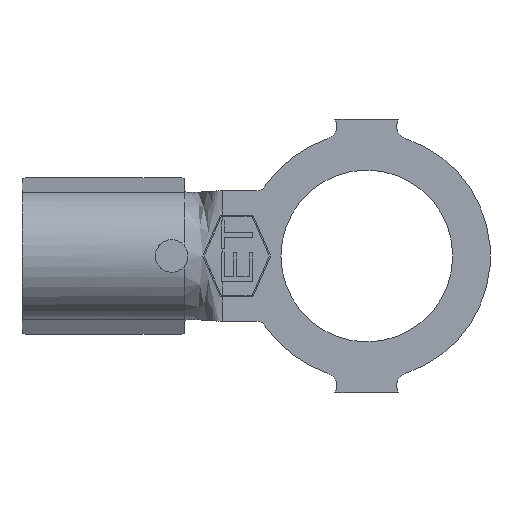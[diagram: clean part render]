
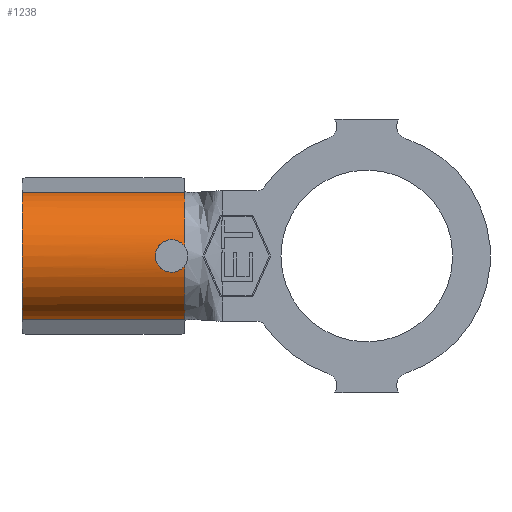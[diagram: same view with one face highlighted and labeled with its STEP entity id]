
A CAD part, front view. The second image highlights one B-rep face of the part: STEP entity #1238.
In plain terms, the highlighted cylindrical face has radius 1.27 mm (diameter 2.54 mm), a partial arc.
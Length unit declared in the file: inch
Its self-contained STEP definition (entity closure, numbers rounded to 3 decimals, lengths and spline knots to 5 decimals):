
#34 = DIRECTION ( 'NONE',  ( 1., 0., 0. ) ) ;
#37 = CARTESIAN_POINT ( 'NONE',  ( -0.15, 0.00159, -0.0125 ) ) ;
#52 = VECTOR ( 'NONE', #34, 39.37008 ) ;
#58 = CARTESIAN_POINT ( 'NONE',  ( -0.265, 0.03898, 0.04877 ) ) ;
#75 = VERTEX_POINT ( 'NONE', #2273 ) ;
#284 = CARTESIAN_POINT ( 'NONE',  ( -0.15329, 0.00159, -0.0125 ) ) ;
#326 = CARTESIAN_POINT ( 'NONE',  ( -0.15653, 0.0012, -0.01115 ) ) ;
#347 = EDGE_CURVE ( 'NONE', #2385, #3664, #3692, .T. ) ;
#372 = AXIS2_PLACEMENT_3D ( 'NONE', #857, #853, #848 ) ;
#383 = CARTESIAN_POINT ( 'NONE',  ( -0.14, 0.00057, -0.0075 ) ) ;
#430 = CARTESIAN_POINT ( 'NONE',  ( -0.16115, 0.00037, -0.00653 ) ) ;
#496 = ORIENTED_EDGE ( 'NONE', *, *, #2538, .F. ) ;
#507 = CARTESIAN_POINT ( 'NONE',  ( -0.1625, 0., -0.00327 ) ) ;
#509 = ORIENTED_EDGE ( 'NONE', *, *, #3894, .F. ) ;
#594 = VERTEX_POINT ( 'NONE', #1192 ) ;
#693 = DIRECTION ( 'NONE',  ( 0., 0., -1. ) ) ;
#704 = CARTESIAN_POINT ( 'NONE',  ( -0.1625, 0., 0.00327 ) ) ;
#708 = DIRECTION ( 'NONE',  ( 1., 0., 0. ) ) ;
#768 = CARTESIAN_POINT ( 'NONE',  ( -0.16115, 0.00037, 0.00652 ) ) ;
#794 = CARTESIAN_POINT ( 'NONE',  ( -0.15653, 0.0012, 0.01115 ) ) ;
#846 = CARTESIAN_POINT ( 'NONE',  ( -0.15, 0.00159, 0.0125 ) ) ;
#848 = DIRECTION ( 'NONE',  ( 0., 0., -1. ) ) ;
#853 = DIRECTION ( 'NONE',  ( 1., 0., 0. ) ) ;
#854 = CARTESIAN_POINT ( 'NONE',  ( -0.14612, 0.00159, 0.0125 ) ) ;
#857 = CARTESIAN_POINT ( 'NONE',  ( -0.14, 0.05, 0. ) ) ;
#924 = CARTESIAN_POINT ( 'NONE',  ( -0.14, 0.00057, 0.0075 ) ) ;
#954 = CARTESIAN_POINT ( 'NONE',  ( -0.265, 0.03898, -0.04877 ) ) ;
#966 = CARTESIAN_POINT ( 'NONE',  ( -0.14234, 0.00104, 0.01061 ) ) ;
#967 = DIRECTION ( 'NONE',  ( 1., 0., 0. ) ) ;
#990 = CARTESIAN_POINT ( 'NONE',  ( -0.14, 0.05, 0. ) ) ;
#1027 = VERTEX_POINT ( 'NONE', #3424 ) ;
#1048 = DIRECTION ( 'NONE',  ( 1., 0., 0. ) ) ;
#1070 = CARTESIAN_POINT ( 'NONE',  ( -0.265, 0.05, 0. ) ) ;
#1077 = AXIS2_PLACEMENT_3D ( 'NONE', #990, #708, #693 ) ;
#1084 = DIRECTION ( 'NONE',  ( 0., 0., -1. ) ) ;
#1125 = DIRECTION ( 'NONE',  ( 0., 0., -1. ) ) ;
#1127 = DIRECTION ( 'NONE',  ( 1., 0., 0. ) ) ;
#1147 = CARTESIAN_POINT ( 'NONE',  ( -0.265, 0.05, 0. ) ) ;
#1192 = CARTESIAN_POINT ( 'NONE',  ( -0.15, 0.00159, 0.0125 ) ) ;
#1217 = CARTESIAN_POINT ( 'NONE',  ( -0.15328, 0.00159, 0.0125 ) ) ;
#1238 = ADVANCED_FACE ( 'NONE', ( #3389 ), #1663, .T. ) ;
#1299 = CARTESIAN_POINT ( 'NONE',  ( -0.15, 0.00159, 0.0125 ) ) ;
#1433 = ORIENTED_EDGE ( 'NONE', *, *, #2253, .F. ) ;
#1624 = VECTOR ( 'NONE', #967, 39.37008 ) ;
#1639 = ORIENTED_EDGE ( 'NONE', *, *, #2811, .T. ) ;
#1663 = CYLINDRICAL_SURFACE ( 'NONE', #3281, 0.05 ) ;
#1713 = LINE ( 'NONE', #954, #1624 ) ;
#1741 = ORIENTED_EDGE ( 'NONE', *, *, #2881, .T. ) ;
#1870 = VERTEX_POINT ( 'NONE', #2142 ) ;
#2034 = ORIENTED_EDGE ( 'NONE', *, *, #347, .F. ) ;
#2130 = ORIENTED_EDGE ( 'NONE', *, *, #3006, .F. ) ;
#2142 = CARTESIAN_POINT ( 'NONE',  ( -0.265, 0.03898, 0.04877 ) ) ;
#2253 = EDGE_CURVE ( 'NONE', #1027, #594, #3149, .T. ) ;
#2266 = CIRCLE ( 'NONE', #372, 0.05 ) ;
#2273 = CARTESIAN_POINT ( 'NONE',  ( -0.14, 0.03898, 0.04877 ) ) ;
#2385 = VERTEX_POINT ( 'NONE', #383 ) ;
#2412 = EDGE_CURVE ( 'NONE', #1870, #75, #2610, .T. ) ;
#2465 = B_SPLINE_CURVE_WITH_KNOTS ( 'NONE', 3,
 ( #1299, #1217, #794, #768, #704, #507, #430, #326, #284, #37 ),
 .UNSPECIFIED., .F., .F.,
 ( 4, 2, 2, 2, 4 ),
 ( 0.00029, 0.00054, 0.00079, 0.00104, 0.00129 ),
 .UNSPECIFIED. ) ;
#2538 = EDGE_CURVE ( 'NONE', #594, #3374, #2465, .T. ) ;
#2610 = LINE ( 'NONE', #58, #52 ) ;
#2743 = CARTESIAN_POINT ( 'NONE',  ( -0.265, 0.03898, -0.04877 ) ) ;
#2811 = EDGE_CURVE ( 'NONE', #1870, #4243, #4229, .T. ) ;
#2853 = B_SPLINE_CURVE_WITH_KNOTS ( 'NONE', 3,
 ( #3959, #3830, #3820, #3768 ),
 .UNSPECIFIED., .F., .F.,
 ( 4, 4 ),
 ( 0.00129, 0.00159 ),
 .UNSPECIFIED. ) ;
#2881 = EDGE_CURVE ( 'NONE', #4243, #3664, #1713, .T. ) ;
#3006 = EDGE_CURVE ( 'NONE', #3374, #2385, #2853, .T. ) ;
#3149 = B_SPLINE_CURVE_WITH_KNOTS ( 'NONE', 3,
 ( #924, #966, #854, #846 ),
 .UNSPECIFIED., .F., .F.,
 ( 4, 4 ),
 ( 0., 0.00029 ),
 .UNSPECIFIED. ) ;
#3154 = CARTESIAN_POINT ( 'NONE',  ( -0.14, 0.03898, -0.04877 ) ) ;
#3281 = AXIS2_PLACEMENT_3D ( 'NONE', #1070, #1048, #1084 ) ;
#3317 = ORIENTED_EDGE ( 'NONE', *, *, #2412, .F. ) ;
#3374 = VERTEX_POINT ( 'NONE', #4067 ) ;
#3389 = FACE_OUTER_BOUND ( 'NONE', #3865, .T. ) ;
#3424 = CARTESIAN_POINT ( 'NONE',  ( -0.14, 0.00057, 0.0075 ) ) ;
#3664 = VERTEX_POINT ( 'NONE', #3154 ) ;
#3692 = CIRCLE ( 'NONE', #1077, 0.05 ) ;
#3768 = CARTESIAN_POINT ( 'NONE',  ( -0.14, 0.00057, -0.0075 ) ) ;
#3820 = CARTESIAN_POINT ( 'NONE',  ( -0.14233, 0.00104, -0.01061 ) ) ;
#3830 = CARTESIAN_POINT ( 'NONE',  ( -0.14611, 0.00159, -0.0125 ) ) ;
#3865 = EDGE_LOOP ( 'NONE', ( #1433, #509, #3317, #1639, #1741, #2034, #2130, #496 ) ) ;
#3894 = EDGE_CURVE ( 'NONE', #75, #1027, #2266, .T. ) ;
#3959 = CARTESIAN_POINT ( 'NONE',  ( -0.15, 0.00159, -0.0125 ) ) ;
#4067 = CARTESIAN_POINT ( 'NONE',  ( -0.15, 0.00159, -0.0125 ) ) ;
#4136 = AXIS2_PLACEMENT_3D ( 'NONE', #1147, #1127, #1125 ) ;
#4229 = CIRCLE ( 'NONE', #4136, 0.05 ) ;
#4243 = VERTEX_POINT ( 'NONE', #2743 ) ;
